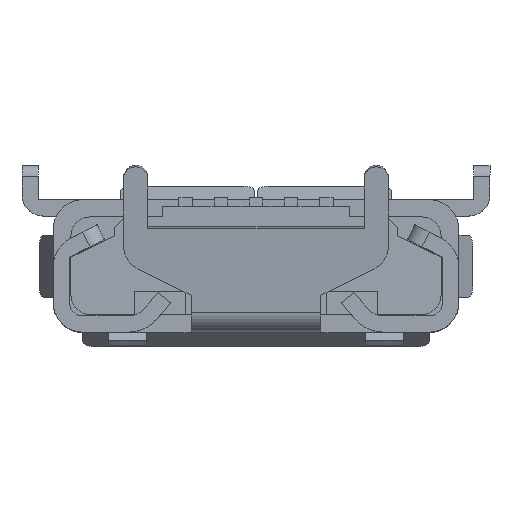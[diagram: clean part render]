
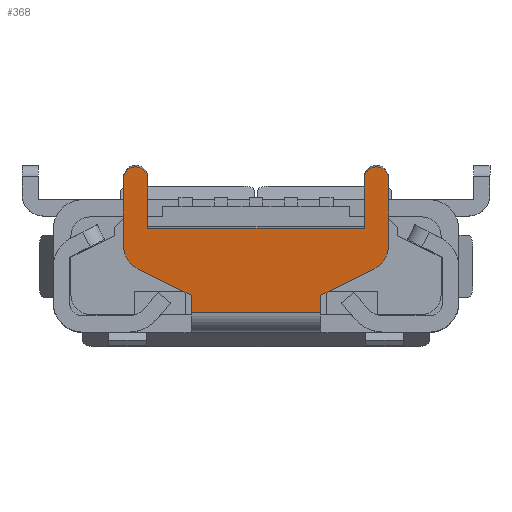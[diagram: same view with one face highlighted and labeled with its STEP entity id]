
A CAD part, top view. The second image highlights one B-rep face of the part: STEP entity #368.
In plain terms, the highlighted planar face has unit normal (0, -0.096, 0.995).
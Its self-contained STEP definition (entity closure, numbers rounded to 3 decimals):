
#368=ADVANCED_FACE('',(#1048),#1049,.T.);
#1048=FACE_OUTER_BOUND('',#1885,.T.);
#1049=PLANE('',#1886);
#1885=EDGE_LOOP('',(#4501,#4502,#4503,#4504,#4505,#4506,#4507,#4508,#4509,#4510,#4511,#4512,#4513,#4514));
#1886=AXIS2_PLACEMENT_3D('',#4515,#4516,#4517);
#4501=ORIENTED_EDGE('',*,*,#6458,.T.);
#4502=ORIENTED_EDGE('',*,*,#6459,.F.);
#4503=ORIENTED_EDGE('',*,*,#6460,.T.);
#4504=ORIENTED_EDGE('',*,*,#6461,.T.);
#4505=ORIENTED_EDGE('',*,*,#6462,.T.);
#4506=ORIENTED_EDGE('',*,*,#6463,.F.);
#4507=ORIENTED_EDGE('',*,*,#6464,.T.);
#4508=ORIENTED_EDGE('',*,*,#6465,.F.);
#4509=ORIENTED_EDGE('',*,*,#6466,.T.);
#4510=ORIENTED_EDGE('',*,*,#6467,.T.);
#4511=ORIENTED_EDGE('',*,*,#6440,.F.);
#4512=ORIENTED_EDGE('',*,*,#6468,.F.);
#4513=ORIENTED_EDGE('',*,*,#5653,.F.);
#4514=ORIENTED_EDGE('',*,*,#6453,.T.);
#4515=CARTESIAN_POINT('',(1.2,-0.232,1.407));
#4516=DIRECTION('',(0.,-0.096,0.995));
#4517=DIRECTION('',(-1.0,0.,0.0));
#5653=EDGE_CURVE('',#7123,#7125,#7126,.T.);
#6440=EDGE_CURVE('',#8451,#8453,#8454,.T.);
#6453=EDGE_CURVE('',#7123,#8473,#8474,.T.);
#6458=EDGE_CURVE('',#8473,#8480,#8482,.T.);
#6459=EDGE_CURVE('',#8483,#8480,#8484,.T.);
#6460=EDGE_CURVE('',#8483,#8485,#8486,.T.);
#6461=EDGE_CURVE('',#8485,#8487,#8488,.T.);
#6462=EDGE_CURVE('',#8487,#8489,#8490,.T.);
#6463=EDGE_CURVE('',#8491,#8489,#8492,.T.);
#6464=EDGE_CURVE('',#8491,#8493,#8494,.T.);
#6465=EDGE_CURVE('',#8495,#8493,#8496,.T.);
#6466=EDGE_CURVE('',#8495,#8497,#8498,.T.);
#6467=EDGE_CURVE('',#8497,#8453,#8499,.T.);
#6468=EDGE_CURVE('',#7125,#8451,#8500,.T.);
#7123=VERTEX_POINT('',#8923);
#7125=VERTEX_POINT('',#8926);
#7126=LINE('',#8927,#8928);
#8451=VERTEX_POINT('',#10921);
#8453=VERTEX_POINT('',#10923);
#8454=LINE('',#10924,#10925);
#8473=VERTEX_POINT('',#10956);
#8474=LINE('',#10957,#10958);
#8480=VERTEX_POINT('',#10966);
#8482=CIRCLE('',#10969,0.5);
#8483=VERTEX_POINT('',#10970);
#8484=LINE('',#10971,#10972);
#8485=VERTEX_POINT('',#10973);
#8486=CIRCLE('',#10974,0.225);
#8487=VERTEX_POINT('',#10975);
#8488=LINE('',#10976,#10977);
#8489=VERTEX_POINT('',#10978);
#8490=LINE('',#10979,#10980);
#8491=VERTEX_POINT('',#10981);
#8492=LINE('',#10982,#10983);
#8493=VERTEX_POINT('',#10984);
#8494=CIRCLE('',#10985,0.225);
#8495=VERTEX_POINT('',#10986);
#8496=LINE('',#10987,#10988);
#8497=VERTEX_POINT('',#10989);
#8498=CIRCLE('',#10990,0.5);
#8499=LINE('',#10991,#10992);
#8500=LINE('',#10993,#10994);
#8923=CARTESIAN_POINT('',(1.2,0.38,1.466));
#8926=CARTESIAN_POINT('',(1.2,0.062,1.435));
#8927=CARTESIAN_POINT('',(1.2,0.38,1.466));
#8928=VECTOR('',#11626,0.319);
#10921=CARTESIAN_POINT('',(-1.2,0.062,1.435));
#10923=CARTESIAN_POINT('',(-1.2,0.38,1.466));
#10924=CARTESIAN_POINT('',(-1.2,0.062,1.435));
#10925=VECTOR('',#12697,0.319);
#10956=CARTESIAN_POINT('',(2.174,0.864,1.512));
#10957=CARTESIAN_POINT('',(1.2,0.38,1.466));
#10958=VECTOR('',#12710,1.089);
#10966=CARTESIAN_POINT('',(2.45,1.309,1.555));
#10969=AXIS2_PLACEMENT_3D('',#12717,#12718,#12719);
#10970=CARTESIAN_POINT('',(2.45,2.531,1.673));
#10971=CARTESIAN_POINT('',(2.45,2.531,1.673));
#10972=VECTOR('',#12720,1.227);
#10973=CARTESIAN_POINT('',(2.,2.531,1.673));
#10974=AXIS2_PLACEMENT_3D('',#12721,#12722,#12723);
#10975=CARTESIAN_POINT('',(2.,1.62,1.585));
#10976=CARTESIAN_POINT('',(2.,2.531,1.673));
#10977=VECTOR('',#12724,0.915);
#10978=CARTESIAN_POINT('',(-2.,1.62,1.585));
#10979=CARTESIAN_POINT('',(2.,1.62,1.585));
#10980=VECTOR('',#12725,4.0);
#10981=CARTESIAN_POINT('',(-2.,2.531,1.673));
#10982=CARTESIAN_POINT('',(-2.,2.531,1.673));
#10983=VECTOR('',#12726,0.915);
#10984=CARTESIAN_POINT('',(-2.45,2.531,1.673));
#10985=AXIS2_PLACEMENT_3D('',#12727,#12728,#12729);
#10986=CARTESIAN_POINT('',(-2.45,1.309,1.555));
#10987=CARTESIAN_POINT('',(-2.45,1.309,1.555));
#10988=VECTOR('',#12730,1.227);
#10989=CARTESIAN_POINT('',(-2.174,0.864,1.512));
#10990=AXIS2_PLACEMENT_3D('',#12731,#12732,#12733);
#10991=CARTESIAN_POINT('',(-2.174,0.864,1.512));
#10992=VECTOR('',#12734,1.089);
#10993=CARTESIAN_POINT('',(1.2,0.062,1.435));
#10994=VECTOR('',#12735,2.4);
#11626=DIRECTION('',(0.,-0.995,-0.096));
#12697=DIRECTION('',(0.,0.995,0.096));
#12710=DIRECTION('',(0.894,0.445,0.043));
#12717=CARTESIAN_POINT('',(1.95,1.309,1.555));
#12718=DIRECTION('',(0.,-0.096,0.995));
#12719=DIRECTION('',(0.447,-0.89,-0.086));
#12720=DIRECTION('',(0.,-0.995,-0.096));
#12721=CARTESIAN_POINT('',(2.225,2.531,1.673));
#12722=DIRECTION('',(0.,-0.096,0.995));
#12723=DIRECTION('',(1.0,0.,0.));
#12724=DIRECTION('',(0.,-0.995,-0.096));
#12725=DIRECTION('',(-1.0,0.,0.));
#12726=DIRECTION('',(0.,-0.995,-0.096));
#12727=CARTESIAN_POINT('',(-2.225,2.531,1.673));
#12728=DIRECTION('',(0.,-0.096,0.995));
#12729=DIRECTION('',(1.0,0.,0.));
#12730=DIRECTION('',(0.,0.995,0.096));
#12731=CARTESIAN_POINT('',(-1.95,1.309,1.555));
#12732=DIRECTION('',(0.,-0.096,0.995));
#12733=DIRECTION('',(-1.0,0.,0.));
#12734=DIRECTION('',(0.894,-0.445,-0.043));
#12735=DIRECTION('',(-1.0,0.,0.));
